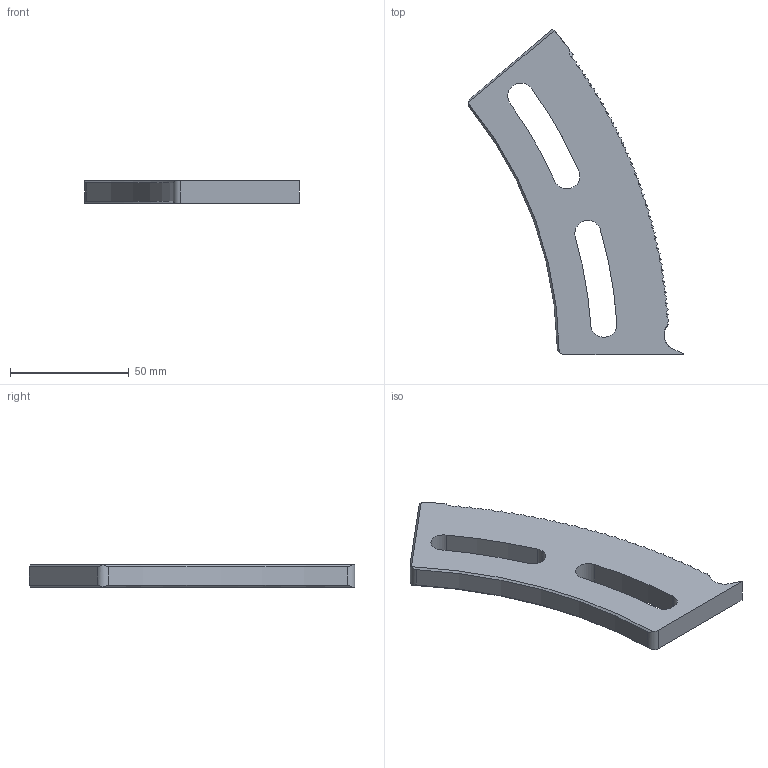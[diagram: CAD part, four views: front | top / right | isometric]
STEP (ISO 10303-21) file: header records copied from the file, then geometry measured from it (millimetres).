
FILE_DESCRIPTION (( 'STEP AP203' ), '1' );
FILE_NAME ('M721072-S.STEP', '2022-04-20T20:44:30', ( '' ), ( '' ), 'SwSTEP 2.0', 'SolidWorks 2020', '' );
FILE_SCHEMA (( 'CONFIG_CONTROL_DESIGN' ));
Length unit declared in the file: inch
Products named in the file (1): M721072-S
Bounding box: 90.33 x 136.91 x 9.51 mm (x, y, z)
Volume: 47211.6 mm3; surface area: 15876.5 mm2
Topology: 1 solids, 1 shells, 84 faces, 247 edges, 165 vertices
Faces by surface type: sphere 57, cylinder 15, plane 8, torus 2, cone 2
Entity records: 3831 total; most frequent: CARTESIAN_POINT 1488, DIRECTION 502, ORIENTED_EDGE 494, EDGE_CURVE 247, AXIS2_PLACEMENT_3D 237, VERTEX_POINT 165, CIRCLE 152, EDGE_LOOP 88
